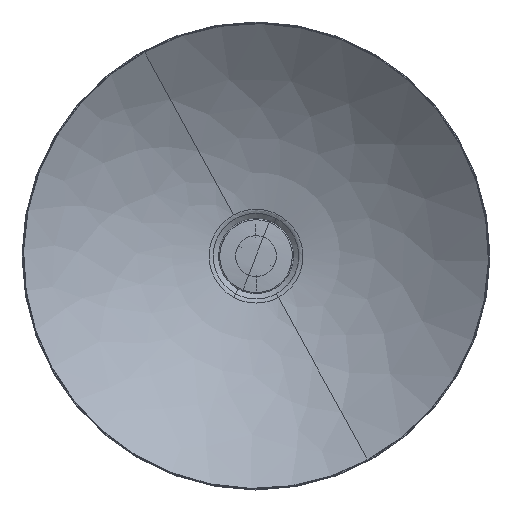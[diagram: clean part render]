
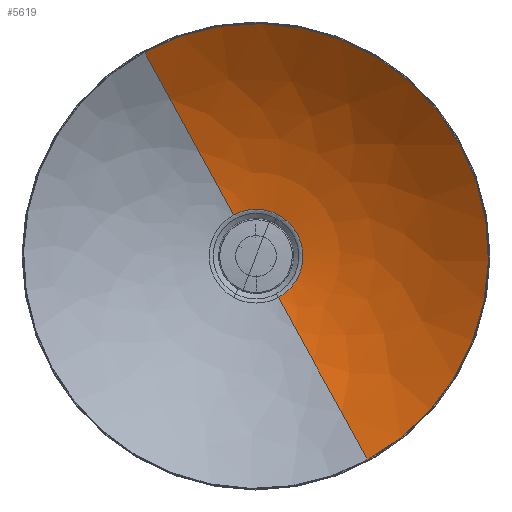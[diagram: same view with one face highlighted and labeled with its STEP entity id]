
A CAD part, top view. The second image highlights one B-rep face of the part: STEP entity #5619.
In plain terms, the highlighted face is a revolution surface.
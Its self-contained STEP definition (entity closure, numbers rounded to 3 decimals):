
#5471=CARTESIAN_POINT('Vertex',(19.225,-35.19,13.891)) ;
#5474=CARTESIAN_POINT('Axis2P3D Location',(0.,0.,13.891)) ;
#5478=CARTESIAN_POINT('Vertex',(-19.225,35.19,13.891)) ;
#5538=CARTESIAN_POINT('Control Point',(-95.264,174.38,94.905)) ;
#5539=CARTESIAN_POINT('Control Point',(-95.064,174.014,94.602)) ;
#5540=CARTESIAN_POINT('Control Point',(-94.865,173.649,94.297)) ;
#5541=CARTESIAN_POINT('Control Point',(-94.666,173.286,93.99)) ;
#5542=CARTESIAN_POINT('Control Point',(-94.167,172.372,93.201)) ;
#5543=CARTESIAN_POINT('Control Point',(-93.681,171.482,92.377)) ;
#5544=CARTESIAN_POINT('Control Point',(-93.39,170.949,91.87)) ;
#5545=CARTESIAN_POINT('Control Point',(-90.847,166.295,87.393)) ;
#5546=CARTESIAN_POINT('Control Point',(-88.266,161.57,83.03)) ;
#5547=CARTESIAN_POINT('Control Point',(-85.947,157.325,79.252)) ;
#5548=CARTESIAN_POINT('Control Point',(-72.691,133.061,58.439)) ;
#5549=CARTESIAN_POINT('Control Point',(-58.354,106.816,40.259)) ;
#5550=CARTESIAN_POINT('Control Point',(-45.893,84.006,27.866)) ;
#5551=CARTESIAN_POINT('Control Point',(-32.828,60.091,18.816)) ;
#5552=CARTESIAN_POINT('Control Point',(-19.225,35.19,13.891)) ;
#5553=CARTESIAN_POINT('Vertex',(-95.264,174.38,94.905)) ;
#5560=CARTESIAN_POINT('Vertex',(95.264,-174.38,94.905)) ;
#5564=CARTESIAN_POINT('Control Point',(95.264,-174.38,94.905)) ;
#5565=CARTESIAN_POINT('Control Point',(95.064,-174.014,94.602)) ;
#5566=CARTESIAN_POINT('Control Point',(94.865,-173.649,94.297)) ;
#5567=CARTESIAN_POINT('Control Point',(94.666,-173.286,93.99)) ;
#5568=CARTESIAN_POINT('Control Point',(94.167,-172.372,93.201)) ;
#5569=CARTESIAN_POINT('Control Point',(93.681,-171.482,92.377)) ;
#5570=CARTESIAN_POINT('Control Point',(93.39,-170.949,91.87)) ;
#5571=CARTESIAN_POINT('Control Point',(90.847,-166.295,87.393)) ;
#5572=CARTESIAN_POINT('Control Point',(88.266,-161.57,83.03)) ;
#5573=CARTESIAN_POINT('Control Point',(85.947,-157.325,79.252)) ;
#5574=CARTESIAN_POINT('Control Point',(72.691,-133.061,58.439)) ;
#5575=CARTESIAN_POINT('Control Point',(58.354,-106.816,40.259)) ;
#5576=CARTESIAN_POINT('Control Point',(45.893,-84.006,27.866)) ;
#5577=CARTESIAN_POINT('Control Point',(32.828,-60.091,18.816)) ;
#5578=CARTESIAN_POINT('Control Point',(19.225,-35.19,13.891)) ;
#5589=CARTESIAN_POINT('Control Point',(0.,-198.705,94.905)) ;
#5590=CARTESIAN_POINT('Control Point',(0.,-198.288,94.602)) ;
#5591=CARTESIAN_POINT('Control Point',(0.,-197.872,94.297)) ;
#5592=CARTESIAN_POINT('Control Point',(0.,-197.458,93.99)) ;
#5593=CARTESIAN_POINT('Control Point',(0.,-196.417,93.201)) ;
#5594=CARTESIAN_POINT('Control Point',(0.,-195.403,92.377)) ;
#5595=CARTESIAN_POINT('Control Point',(0.,-194.796,91.87)) ;
#5596=CARTESIAN_POINT('Control Point',(0.,-189.492,87.393)) ;
#5597=CARTESIAN_POINT('Control Point',(0.,-184.108,83.03)) ;
#5598=CARTESIAN_POINT('Control Point',(0.,-179.271,79.252)) ;
#5599=CARTESIAN_POINT('Control Point',(0.,-151.622,58.439)) ;
#5600=CARTESIAN_POINT('Control Point',(0.,-121.716,40.259)) ;
#5601=CARTESIAN_POINT('Control Point',(0.,-95.724,27.866)) ;
#5602=CARTESIAN_POINT('Control Point',(0.,-68.473,18.816)) ;
#5603=CARTESIAN_POINT('Control Point',(0.,-40.099,13.891)) ;
#5604=CARTESIAN_POINT('Axis1P Location',(0.,0.,53.782)) ;
#5608=CARTESIAN_POINT('Axis2P3D Location',(0.,0.,94.905)) ;
#5475=DIRECTION('Axis2P3D Direction',(-0.,0.,1.)) ;
#5605=DIRECTION('Axis1P Direction',(0.,0.,1.)) ;
#5609=DIRECTION('Axis2P3D Direction',(0.,0.,1.)) ;
#5476=AXIS2_PLACEMENT_3D('Circle Axis2P3D',#5474,#5475,$) ;
#5610=AXIS2_PLACEMENT_3D('Circle Axis2P3D',#5608,#5609,$) ;
#5477=CIRCLE('generated circle',#5476,40.099) ;
#5611=CIRCLE('generated circle',#5610,198.705) ;
#5607=SURFACE_OF_REVOLUTION('Surface of Revolution',#5588,#5606) ;
#5606=AXIS1_PLACEMENT('Revolution Surface Axis1P',#5604,#5605) ;
#5480=EDGE_CURVE('',#5479,#5472,#5477,.F.) ;
#5555=EDGE_CURVE('',#5554,#5479,#5537,.T.) ;
#5579=EDGE_CURVE('',#5561,#5472,#5563,.T.) ;
#5612=EDGE_CURVE('',#5554,#5561,#5611,.F.) ;
#5614=ORIENTED_EDGE('',*,*,#5480,.T.) ;
#5615=ORIENTED_EDGE('',*,*,#5579,.F.) ;
#5616=ORIENTED_EDGE('',*,*,#5612,.F.) ;
#5617=ORIENTED_EDGE('',*,*,#5555,.T.) ;
#5613=EDGE_LOOP('',(#5614,#5615,#5616,#5617)) ;
#5472=VERTEX_POINT('',#5471) ;
#5479=VERTEX_POINT('',#5478) ;
#5554=VERTEX_POINT('',#5553) ;
#5561=VERTEX_POINT('',#5560) ;
#5619=ADVANCED_FACE('Hauptk\X2\00F6\X0\rper',(#5618),#5607,.T.) ;
#5537=B_SPLINE_CURVE_WITH_KNOTS('',5,(#5538,#5539,#5540,#5541,#5542,#5543,#5544,#5545,#5546,#5547,#5548,#5549,#5550,#5551,#5552),.UNSPECIFIED.,.F.,.U.,(6,3,3,3,6),(3.823,6.4,10.355,41.082,183.55),.UNSPECIFIED.) ;
#5563=B_SPLINE_CURVE_WITH_KNOTS('',5,(#5564,#5565,#5566,#5567,#5568,#5569,#5570,#5571,#5572,#5573,#5574,#5575,#5576,#5577,#5578),.UNSPECIFIED.,.F.,.U.,(6,3,3,3,6),(3.823,6.4,10.355,41.082,183.55),.UNSPECIFIED.) ;
#5588=B_SPLINE_CURVE_WITH_KNOTS('',5,(#5589,#5590,#5591,#5592,#5593,#5594,#5595,#5596,#5597,#5598,#5599,#5600,#5601,#5602,#5603),.UNSPECIFIED.,.F.,.U.,(6,3,3,3,6),(3.823,6.4,10.355,41.082,183.55),.UNSPECIFIED.) ;
#5618=FACE_OUTER_BOUND('',#5613,.T.) ;
